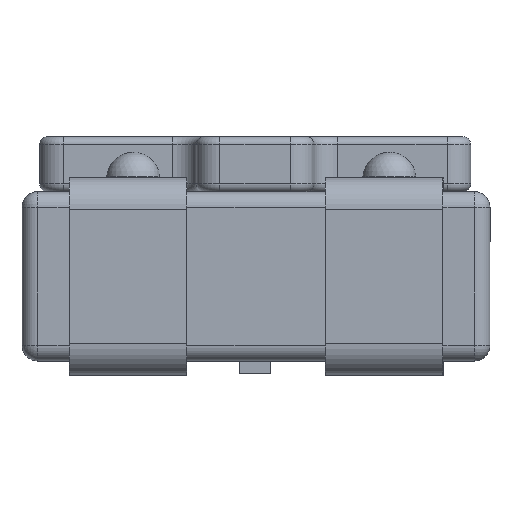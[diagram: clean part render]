
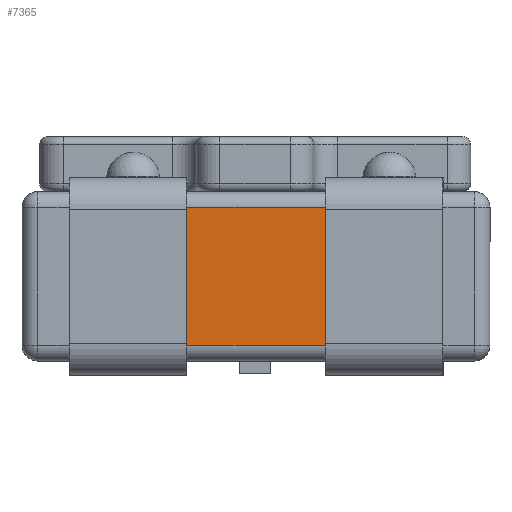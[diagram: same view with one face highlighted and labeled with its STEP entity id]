
A CAD part, left-side view. The second image highlights one B-rep face of the part: STEP entity #7365.
In plain terms, the highlighted face is planar.
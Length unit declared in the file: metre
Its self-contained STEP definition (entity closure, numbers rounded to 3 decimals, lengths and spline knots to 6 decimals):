
#101=PLANE('',#7707);
#604=ORIENTED_EDGE('',*,*,#2138,.F.);
#605=ORIENTED_EDGE('',*,*,#2112,.F.);
#606=ORIENTED_EDGE('',*,*,#2139,.T.);
#607=ORIENTED_EDGE('',*,*,#2124,.T.);
#2112=EDGE_CURVE('',#2879,#2880,#3332,.T.);
#2124=EDGE_CURVE('',#2892,#2891,#3339,.T.);
#2138=EDGE_CURVE('',#2880,#2891,#3349,.T.);
#2139=EDGE_CURVE('',#2879,#2892,#3350,.T.);
#2879=VERTEX_POINT('',#10062);
#2880=VERTEX_POINT('',#10063);
#2891=VERTEX_POINT('',#10087);
#2892=VERTEX_POINT('',#10089);
#3332=LINE('',#10061,#3793);
#3339=LINE('',#10088,#3800);
#3349=LINE('',#10116,#3810);
#3350=LINE('',#10117,#3811);
#3793=VECTOR('',#8242,1.);
#3800=VECTOR('',#8263,1.);
#3810=VECTOR('',#8287,1.);
#3811=VECTOR('',#8288,1.);
#4260=EDGE_LOOP('',(#604,#605,#606,#607));
#4649=FACE_BOUND('',#4260,.T.);
#7365=ADVANCED_FACE('',(#4649),#101,.F.);
#7707=AXIS2_PLACEMENT_3D('',#10115,#8285,#8286);
#8242=DIRECTION('',(-1.,0.,0.));
#8263=DIRECTION('',(-1.,0.,0.));
#8285=DIRECTION('',(0.,-1.,0.));
#8286=DIRECTION('',(0.,0.,-1.));
#8287=DIRECTION('',(0.,0.,-1.));
#8288=DIRECTION('',(0.,0.,-1.));
#10061=CARTESIAN_POINT('',(0.002784,0.003343,0.00088));
#10062=CARTESIAN_POINT('',(0.000881,0.003343,0.00088));
#10063=CARTESIAN_POINT('',(-0.000886,0.003343,0.00088));
#10087=CARTESIAN_POINT('',(-0.000886,0.003343,-0.00088));
#10088=CARTESIAN_POINT('',(0.002984,0.003343,-0.00088));
#10089=CARTESIAN_POINT('',(0.000881,0.003343,-0.00088));
#10115=CARTESIAN_POINT('',(0.002984,0.003343,0.00108));
#10116=CARTESIAN_POINT('',(-0.000886,0.003343,0.00108));
#10117=CARTESIAN_POINT('',(0.000881,0.003343,0.00108));
